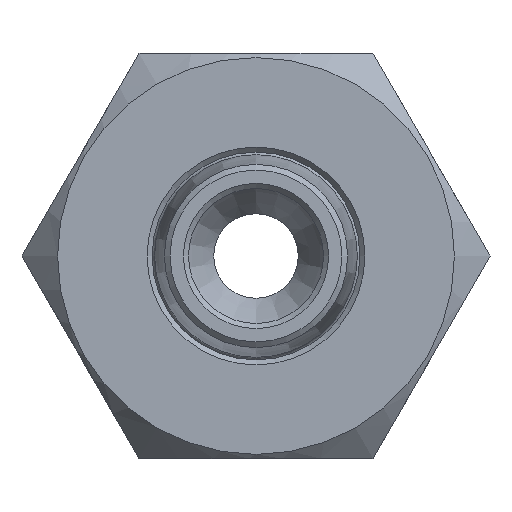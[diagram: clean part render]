
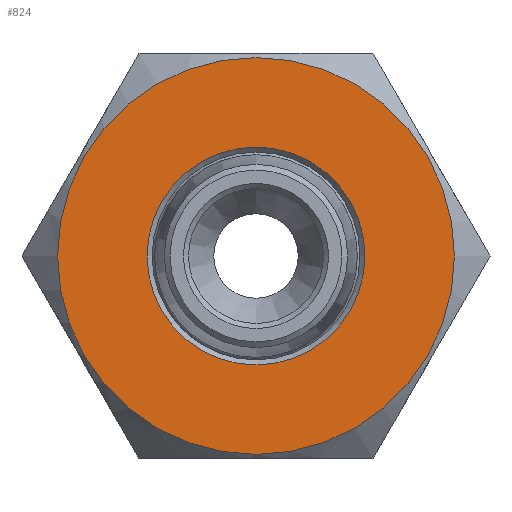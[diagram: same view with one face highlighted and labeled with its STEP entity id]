
A CAD part, left-side view. The second image highlights one B-rep face of the part: STEP entity #824.
In plain terms, the highlighted planar face has unit normal (-1, 0, 0).
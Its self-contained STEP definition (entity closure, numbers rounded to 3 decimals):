
#45=FACE_BOUND('',#150,.T.);
#68=PLANE('',#963);
#93=FACE_OUTER_BOUND('',#149,.T.);
#149=EDGE_LOOP('',(#607));
#150=EDGE_LOOP('',(#608));
#289=CIRCLE('',#944,11.75);
#296=CIRCLE('',#958,6.45);
#372=VERTEX_POINT('',#1424);
#379=VERTEX_POINT('',#1457);
#450=EDGE_CURVE('',#372,#372,#289,.T.);
#464=EDGE_CURVE('',#379,#379,#296,.T.);
#607=ORIENTED_EDGE('',*,*,#450,.T.);
#608=ORIENTED_EDGE('',*,*,#464,.F.);
#824=ADVANCED_FACE('',(#93,#45),#68,.F.);
#944=AXIS2_PLACEMENT_3D('',#1426,#1085,#1086);
#958=AXIS2_PLACEMENT_3D('',#1458,#1118,#1119);
#963=AXIS2_PLACEMENT_3D('',#1468,#1130,#1131);
#1085=DIRECTION('center_axis',(-1.,0.,0.));
#1086=DIRECTION('ref_axis',(0.,1.,0.));
#1118=DIRECTION('center_axis',(-1.,0.,0.));
#1119=DIRECTION('ref_axis',(0.,0.,-1.));
#1130=DIRECTION('center_axis',(1.,0.,0.));
#1131=DIRECTION('ref_axis',(0.,0.,-1.));
#1424=CARTESIAN_POINT('',(0.,-11.75,0.));
#1426=CARTESIAN_POINT('Origin',(0.,0.,0.));
#1457=CARTESIAN_POINT('',(0.,0.,6.45));
#1458=CARTESIAN_POINT('Origin',(0.,0.,0.));
#1468=CARTESIAN_POINT('Origin',(0.,0.,0.));
